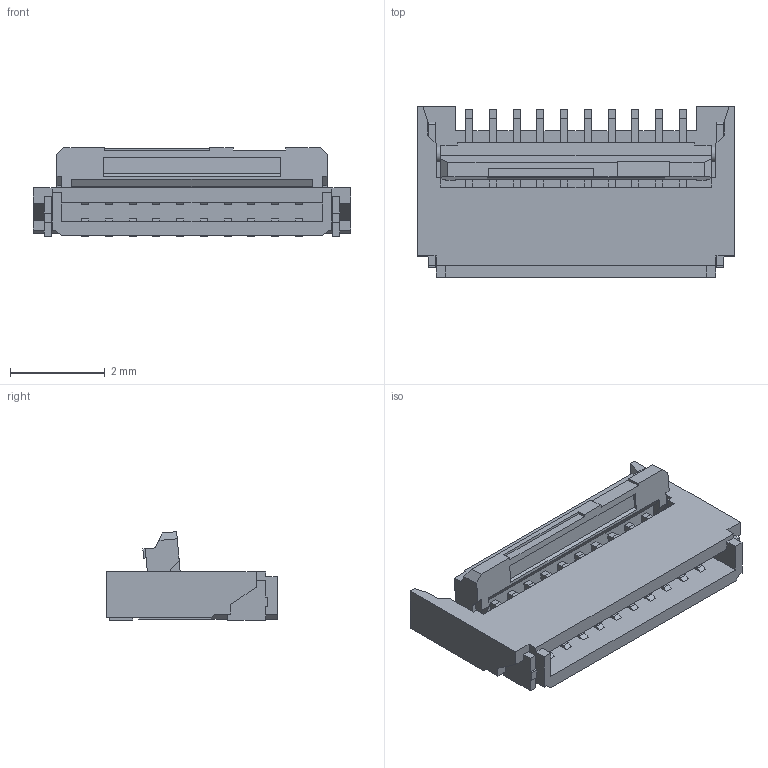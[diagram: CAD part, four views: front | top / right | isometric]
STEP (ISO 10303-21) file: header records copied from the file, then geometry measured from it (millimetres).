
FILE_DESCRIPTION(/* description */ (''),/* implementation_level */ '2;1');
FILE_NAME(/* name */ '5034801000wbm000_01_214.stp',/* time_stamp */ '2025-04-02T16:18:14+06:00',/* author */ (''),/* organization */ (''),/* preprocessor_version */ 'ST-DEVELOPER v16.7',/* originating_system */ 'SIEMENS PLM Software NX 1919',/* authorisation */ '');
FILE_SCHEMA (('AUTOMOTIVE_DESIGN { 1 0 10303 214 3 1 1 1 }'));
Length unit declared in the file: millimetre
Products named in the file (1): 5034801000wbm000_01
Bounding box: 6.7 x 3.6 x 1.87 mm (x, y, z)
Volume: 15.8 mm3; surface area: 118.8 mm2
Topology: 1 solids, 1 shells, 463 faces, 1334 edges, 953 vertices
Faces by surface type: plane 424, cylinder 39
Entity records: 15082 total; most frequent: CARTESIAN_POINT 2655, ORIENTED_EDGE 2572, DIRECTION 2344, EDGE_CURVE 1286, LINE 1252, VECTOR 1252, VERTEX_POINT 856, AXIS2_PLACEMENT_3D 546
